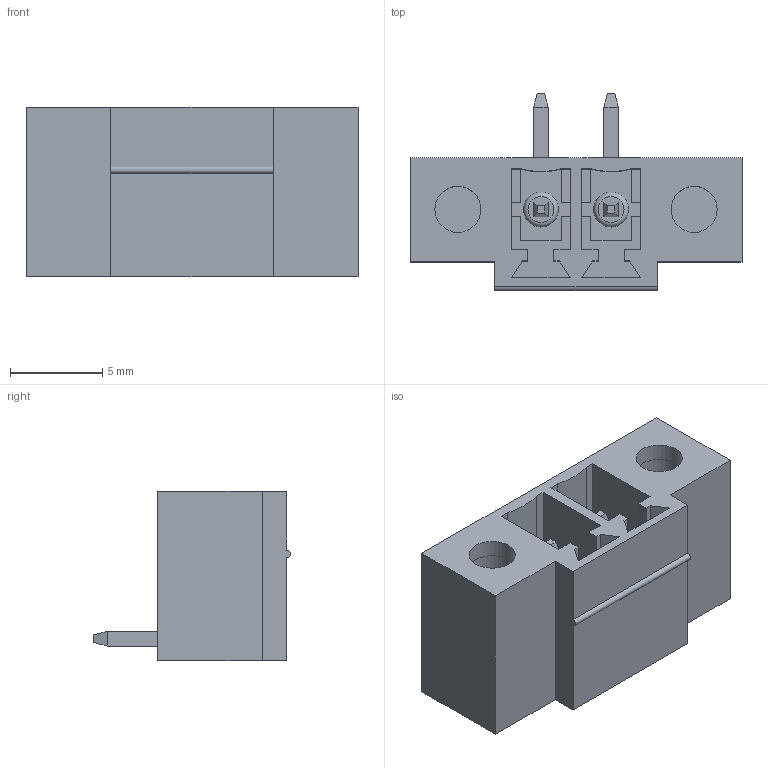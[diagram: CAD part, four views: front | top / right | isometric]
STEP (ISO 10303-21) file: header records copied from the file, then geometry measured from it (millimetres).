
FILE_DESCRIPTION( ( 'Unknown' ), '1' );
FILE_NAME( '691325310002.stp', 'Unknown', ( 'Unknown' ), ( 'Unknown' ), 'PSStep 14.0', 'Unknown', ' ' );
FILE_SCHEMA( ( 'AUTOMOTIVE_DESIGN { 1 0 10303 214 1 1 1 1 }' ) );
Length unit declared in the file: millimetre
Products named in the file (4): Assem1; 691321300002; 6913253100xx_INSERT; 6913253100xx_PIN
Assembly tree (5 placements, depth 2):
  Assem1
    691321300002
    6913253100xx_INSERT  x2
    6913253100xx_PIN  x2
Bounding box: 18.01 x 10.7 x 9.2 mm (x, y, z)
Volume: 675.1 mm3; surface area: 1691 mm2
Topology: 5 solids, 5 shells, 172 faces, 449 edges, 293 vertices
Faces by surface type: plane 153, cylinder 13, torus 6
Full cylindrical faces by diameter (mm): 1.9 x2, 2.5 x4
Entity records: 5781 total; most frequent: CARTESIAN_POINT 1020, ORIENTED_EDGE 742, DIRECTION 683, EDGE_CURVE 371, LINE 333, VECTOR 333, VERTEX_POINT 248, AXIS2_PLACEMENT_3D 175
